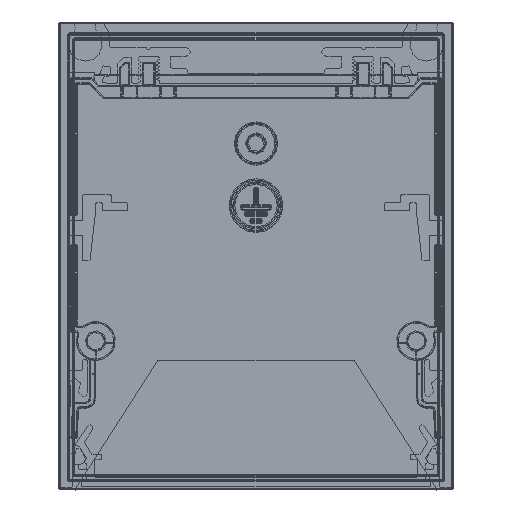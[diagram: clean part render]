
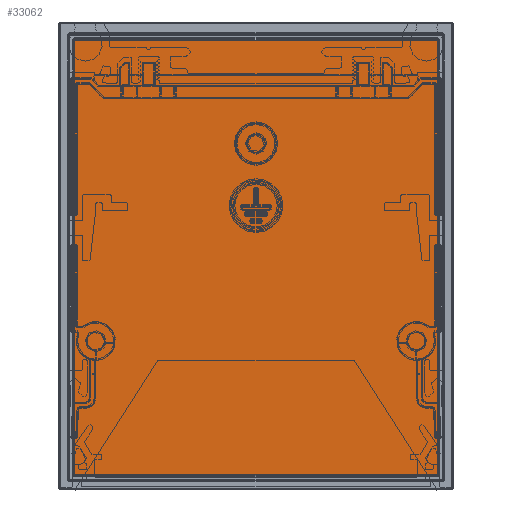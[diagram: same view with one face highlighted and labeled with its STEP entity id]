
A CAD part, front view. The second image highlights one B-rep face of the part: STEP entity #33062.
In plain terms, the highlighted planar face has unit normal (0, -1, 0).
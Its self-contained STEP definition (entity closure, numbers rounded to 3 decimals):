
#1567=PLANE('',#36498);
#3018=FACE_OUTER_BOUND('',#4894,.T.);
#4894=EDGE_LOOP('',(#26045,#26046,#26047,#26048,#26049,#26050,#26051,#26052));
#6836=CIRCLE('',#36008,0.001);
#6841=CIRCLE('',#36014,0.001);
#7063=CIRCLE('',#36488,0.001);
#7067=CIRCLE('',#36493,0.001);
#8659=LINE('',#58035,#10976);
#8919=LINE('',#61056,#11236);
#8921=LINE('',#61093,#11238);
#8923=LINE('',#61126,#11240);
#10976=VECTOR('',#43344,10.);
#11236=VECTOR('',#44548,10.);
#11238=VECTOR('',#44562,10.);
#11240=VECTOR('',#44572,10.);
#14061=VERTEX_POINT('',#58023);
#14063=VERTEX_POINT('',#58026);
#14065=VERTEX_POINT('',#58032);
#14067=VERTEX_POINT('',#58062);
#14383=VERTEX_POINT('',#61055);
#14384=VERTEX_POINT('',#61083);
#14386=VERTEX_POINT('',#61089);
#14388=VERTEX_POINT('',#61119);
#17885=EDGE_CURVE('',#14063,#14061,#6836,.T.);
#17889=EDGE_CURVE('',#14061,#14065,#8659,.T.);
#17892=EDGE_CURVE('',#14065,#14067,#6841,.T.);
#18481=EDGE_CURVE('',#14063,#14383,#8919,.T.);
#18485=EDGE_CURVE('',#14383,#14384,#7063,.T.);
#18488=EDGE_CURVE('',#14384,#14386,#8921,.T.);
#18491=EDGE_CURVE('',#14386,#14388,#7067,.T.);
#18493=EDGE_CURVE('',#14388,#14067,#8923,.T.);
#26045=ORIENTED_EDGE('',*,*,#18493,.F.);
#26046=ORIENTED_EDGE('',*,*,#18491,.F.);
#26047=ORIENTED_EDGE('',*,*,#18488,.F.);
#26048=ORIENTED_EDGE('',*,*,#18485,.F.);
#26049=ORIENTED_EDGE('',*,*,#18481,.F.);
#26050=ORIENTED_EDGE('',*,*,#17885,.T.);
#26051=ORIENTED_EDGE('',*,*,#17889,.T.);
#26052=ORIENTED_EDGE('',*,*,#17892,.T.);
#33062=ADVANCED_FACE('',(#3018),#1567,.F.);
#36008=AXIS2_PLACEMENT_3D('',#58027,#43334,#43335);
#36014=AXIS2_PLACEMENT_3D('',#58065,#43348,#43349);
#36488=AXIS2_PLACEMENT_3D('',#61087,#44555,#44556);
#36493=AXIS2_PLACEMENT_3D('',#61123,#44567,#44568);
#36498=AXIS2_PLACEMENT_3D('',#61133,#44582,#44583);
#43334=DIRECTION('center_axis',(0.,-1.,0.));
#43335=DIRECTION('ref_axis',(0.707,0.,-0.707));
#43344=DIRECTION('',(0.,0.,1.));
#43348=DIRECTION('center_axis',(0.,-1.,0.));
#43349=DIRECTION('ref_axis',(0.707,0.,0.707));
#44548=DIRECTION('',(-1.,0.,0.));
#44555=DIRECTION('center_axis',(0.,1.,0.));
#44556=DIRECTION('ref_axis',(-0.707,0.,-0.707));
#44562=DIRECTION('',(0.,0.,1.));
#44567=DIRECTION('center_axis',(0.,1.,0.));
#44568=DIRECTION('ref_axis',(-0.707,0.,0.707));
#44572=DIRECTION('',(1.,0.,0.));
#44582=DIRECTION('center_axis',(0.,1.,0.));
#44583=DIRECTION('ref_axis',(1.,0.,0.));
#58023=CARTESIAN_POINT('',(35.008,-2110.,-77.507));
#58026=CARTESIAN_POINT('',(35.007,-2110.,-77.508));
#58027=CARTESIAN_POINT('Origin',(35.007,-2110.,-77.507));
#58032=CARTESIAN_POINT('',(35.008,-2110.,6.507));
#58035=CARTESIAN_POINT('',(35.008,-2110.,-14.4));
#58062=CARTESIAN_POINT('',(35.007,-2110.,6.508));
#58065=CARTESIAN_POINT('Origin',(35.007,-2110.,6.507));
#61055=CARTESIAN_POINT('',(-35.007,-2110.,-77.508));
#61056=CARTESIAN_POINT('',(-17.6,-2110.,-77.508));
#61083=CARTESIAN_POINT('',(-35.008,-2110.,-77.507));
#61087=CARTESIAN_POINT('Origin',(-35.007,-2110.,-77.507));
#61089=CARTESIAN_POINT('',(-35.008,-2110.,6.507));
#61093=CARTESIAN_POINT('',(-35.008,-2110.,-14.4));
#61119=CARTESIAN_POINT('',(-35.007,-2110.,6.508));
#61123=CARTESIAN_POINT('Origin',(-35.007,-2110.,6.507));
#61126=CARTESIAN_POINT('',(17.6,-2110.,6.508));
#61133=CARTESIAN_POINT('Origin',(0.,-2110.,-35.5));
